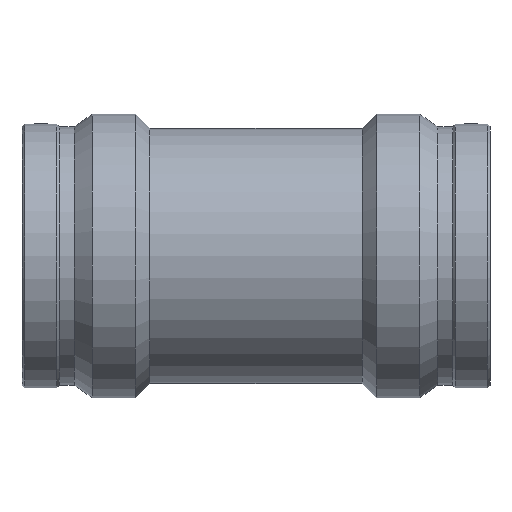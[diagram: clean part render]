
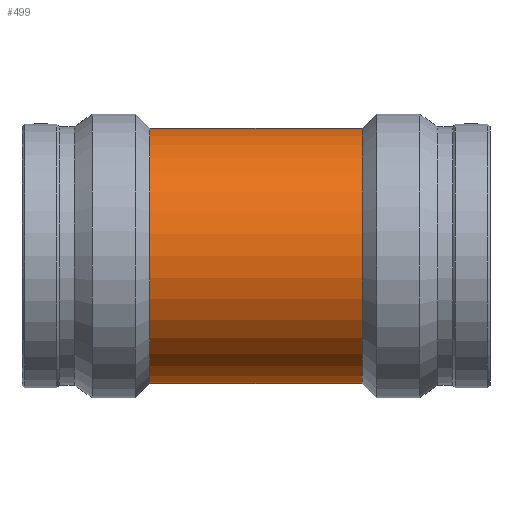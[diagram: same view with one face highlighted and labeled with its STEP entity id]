
A CAD part, top view. The second image highlights one B-rep face of the part: STEP entity #499.
In plain terms, the highlighted cylindrical face has radius 146.7 mm (diameter 293.4 mm), a full revolution.
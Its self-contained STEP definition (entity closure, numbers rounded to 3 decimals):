
#30=B_SPLINE_CURVE_WITH_KNOTS('',3,(#865,#866,#867,#868,#869,#870,#871,
#872,#873,#874,#875,#876,#877,#878,#879,#880,#881,#882,#883,#884,#885,#886,
#887,#888,#889,#890,#891,#892,#893,#894,#895,#896,#897,#898,#899,#900,#901,
#902,#903,#904,#905,#906,#907,#908,#909,#910,#911,#912,#913,#914,#915,#916,
#917,#918,#919,#920,#921,#922,#923,#924,#925,#926,#927,#928,#929,#930),
 .UNSPECIFIED.,.T.,.F.,(4,2,2,2,2,2,2,2,2,2,2,2,2,2,2,2,2,2,2,2,2,2,2,2,
2,2,2,2,2,2,2,2,4),(0.,0.897,1.794,2.691,
3.588,4.485,5.382,6.278,7.175,
8.072,8.968,9.865,10.762,11.659,
12.556,13.453,14.35,15.247,16.144,
17.041,17.938,18.835,19.732,20.628,
21.525,22.422,23.318,24.215,25.112,
26.009,26.906,27.803,28.7),
 .UNSPECIFIED.);
#69=FACE_BOUND('',#187,.T.);
#70=FACE_BOUND('',#188,.T.);
#117=FACE_OUTER_BOUND('',#186,.T.);
#186=EDGE_LOOP('',(#412));
#187=EDGE_LOOP('',(#413));
#188=EDGE_LOOP('',(#414));
#251=CIRCLE('',#568,146.7);
#252=CIRCLE('',#570,146.7);
#276=VERTEX_POINT('',#864);
#297=VERTEX_POINT('',#1058);
#298=VERTEX_POINT('',#1061);
#322=EDGE_CURVE('',#276,#276,#30,.T.);
#343=EDGE_CURVE('',#297,#297,#251,.T.);
#344=EDGE_CURVE('',#298,#298,#252,.T.);
#412=ORIENTED_EDGE('',*,*,#343,.T.);
#413=ORIENTED_EDGE('',*,*,#322,.T.);
#414=ORIENTED_EDGE('',*,*,#344,.F.);
#465=CYLINDRICAL_SURFACE('',#569,146.7);
#499=ADVANCED_FACE('',(#117,#69,#70),#465,.T.);
#568=AXIS2_PLACEMENT_3D('',#1059,#704,#705);
#569=AXIS2_PLACEMENT_3D('',#1060,#706,#707);
#570=AXIS2_PLACEMENT_3D('',#1062,#708,#709);
#704=DIRECTION('center_axis',(1.,0.,0.));
#705=DIRECTION('ref_axis',(0.,0.,-1.));
#706=DIRECTION('center_axis',(1.,0.,0.));
#707=DIRECTION('ref_axis',(0.,1.,0.));
#708=DIRECTION('center_axis',(1.,0.,0.));
#709=DIRECTION('ref_axis',(0.,0.,-1.));
#864=CARTESIAN_POINT('',(0.,-47.25,-138.882));
#865=CARTESIAN_POINT('Ctrl Pts',(0.,-47.25,-138.882));
#866=CARTESIAN_POINT('Ctrl Pts',(2.99,-47.25,-138.882));
#867=CARTESIAN_POINT('Ctrl Pts',(6.075,-46.962,-138.982));
#868=CARTESIAN_POINT('Ctrl Pts',(12.197,-45.755,-139.384));
#869=CARTESIAN_POINT('Ctrl Pts',(15.234,-44.837,-139.686));
#870=CARTESIAN_POINT('Ctrl Pts',(21.048,-42.42,-140.439));
#871=CARTESIAN_POINT('Ctrl Pts',(23.829,-40.919,-140.889));
#872=CARTESIAN_POINT('Ctrl Pts',(28.968,-37.457,-141.849));
#873=CARTESIAN_POINT('Ctrl Pts',(31.325,-35.497,-142.357));
#874=CARTESIAN_POINT('Ctrl Pts',(35.496,-31.326,-143.332));
#875=CARTESIAN_POINT('Ctrl Pts',(37.456,-28.969,-143.835));
#876=CARTESIAN_POINT('Ctrl Pts',(40.918,-23.83,-144.775));
#877=CARTESIAN_POINT('Ctrl Pts',(42.42,-21.048,-145.212));
#878=CARTESIAN_POINT('Ctrl Pts',(44.838,-15.233,-145.936));
#879=CARTESIAN_POINT('Ctrl Pts',(45.756,-12.195,-146.224));
#880=CARTESIAN_POINT('Ctrl Pts',(46.962,-6.073,-146.606));
#881=CARTESIAN_POINT('Ctrl Pts',(47.25,-2.989,-146.7));
#882=CARTESIAN_POINT('Ctrl Pts',(47.25,2.989,-146.7));
#883=CARTESIAN_POINT('Ctrl Pts',(46.962,6.073,-146.606));
#884=CARTESIAN_POINT('Ctrl Pts',(45.756,12.195,-146.224));
#885=CARTESIAN_POINT('Ctrl Pts',(44.838,15.233,-145.936));
#886=CARTESIAN_POINT('Ctrl Pts',(42.42,21.048,-145.212));
#887=CARTESIAN_POINT('Ctrl Pts',(40.918,23.83,-144.775));
#888=CARTESIAN_POINT('Ctrl Pts',(37.456,28.969,-143.835));
#889=CARTESIAN_POINT('Ctrl Pts',(35.496,31.326,-143.332));
#890=CARTESIAN_POINT('Ctrl Pts',(31.325,35.497,-142.357));
#891=CARTESIAN_POINT('Ctrl Pts',(28.968,37.457,-141.849));
#892=CARTESIAN_POINT('Ctrl Pts',(23.829,40.919,-140.889));
#893=CARTESIAN_POINT('Ctrl Pts',(21.048,42.42,-140.439));
#894=CARTESIAN_POINT('Ctrl Pts',(15.234,44.837,-139.686));
#895=CARTESIAN_POINT('Ctrl Pts',(12.197,45.755,-139.384));
#896=CARTESIAN_POINT('Ctrl Pts',(6.075,46.962,-138.982));
#897=CARTESIAN_POINT('Ctrl Pts',(2.99,47.25,-138.882));
#898=CARTESIAN_POINT('Ctrl Pts',(-2.99,47.25,-138.882));
#899=CARTESIAN_POINT('Ctrl Pts',(-6.075,46.962,-138.982));
#900=CARTESIAN_POINT('Ctrl Pts',(-12.197,45.755,-139.384));
#901=CARTESIAN_POINT('Ctrl Pts',(-15.234,44.837,-139.686));
#902=CARTESIAN_POINT('Ctrl Pts',(-21.048,42.42,-140.439));
#903=CARTESIAN_POINT('Ctrl Pts',(-23.829,40.919,-140.889));
#904=CARTESIAN_POINT('Ctrl Pts',(-28.968,37.457,-141.849));
#905=CARTESIAN_POINT('Ctrl Pts',(-31.325,35.497,-142.357));
#906=CARTESIAN_POINT('Ctrl Pts',(-35.496,31.326,-143.332));
#907=CARTESIAN_POINT('Ctrl Pts',(-37.456,28.969,-143.835));
#908=CARTESIAN_POINT('Ctrl Pts',(-40.918,23.83,-144.775));
#909=CARTESIAN_POINT('Ctrl Pts',(-42.42,21.048,-145.212));
#910=CARTESIAN_POINT('Ctrl Pts',(-44.838,15.233,-145.936));
#911=CARTESIAN_POINT('Ctrl Pts',(-45.756,12.195,-146.224));
#912=CARTESIAN_POINT('Ctrl Pts',(-46.962,6.073,-146.606));
#913=CARTESIAN_POINT('Ctrl Pts',(-47.25,2.989,-146.7));
#914=CARTESIAN_POINT('Ctrl Pts',(-47.25,-2.989,-146.7));
#915=CARTESIAN_POINT('Ctrl Pts',(-46.962,-6.073,-146.606));
#916=CARTESIAN_POINT('Ctrl Pts',(-45.756,-12.195,-146.224));
#917=CARTESIAN_POINT('Ctrl Pts',(-44.838,-15.233,-145.936));
#918=CARTESIAN_POINT('Ctrl Pts',(-42.42,-21.048,-145.212));
#919=CARTESIAN_POINT('Ctrl Pts',(-40.918,-23.83,-144.775));
#920=CARTESIAN_POINT('Ctrl Pts',(-37.456,-28.969,-143.835));
#921=CARTESIAN_POINT('Ctrl Pts',(-35.496,-31.326,-143.332));
#922=CARTESIAN_POINT('Ctrl Pts',(-31.325,-35.497,-142.357));
#923=CARTESIAN_POINT('Ctrl Pts',(-28.968,-37.457,-141.849));
#924=CARTESIAN_POINT('Ctrl Pts',(-23.829,-40.919,-140.889));
#925=CARTESIAN_POINT('Ctrl Pts',(-21.048,-42.42,-140.439));
#926=CARTESIAN_POINT('Ctrl Pts',(-15.234,-44.837,-139.686));
#927=CARTESIAN_POINT('Ctrl Pts',(-12.197,-45.755,-139.384));
#928=CARTESIAN_POINT('Ctrl Pts',(-6.075,-46.962,-138.982));
#929=CARTESIAN_POINT('Ctrl Pts',(-2.99,-47.25,-138.882));
#930=CARTESIAN_POINT('Ctrl Pts',(0.,-47.25,-138.882));
#1058=CARTESIAN_POINT('',(-122.395,146.7,0.));
#1059=CARTESIAN_POINT('Origin',(-122.395,0.,0.));
#1060=CARTESIAN_POINT('Origin',(0.,0.,0.));
#1061=CARTESIAN_POINT('',(122.395,146.7,0.));
#1062=CARTESIAN_POINT('Origin',(122.395,0.,0.));
